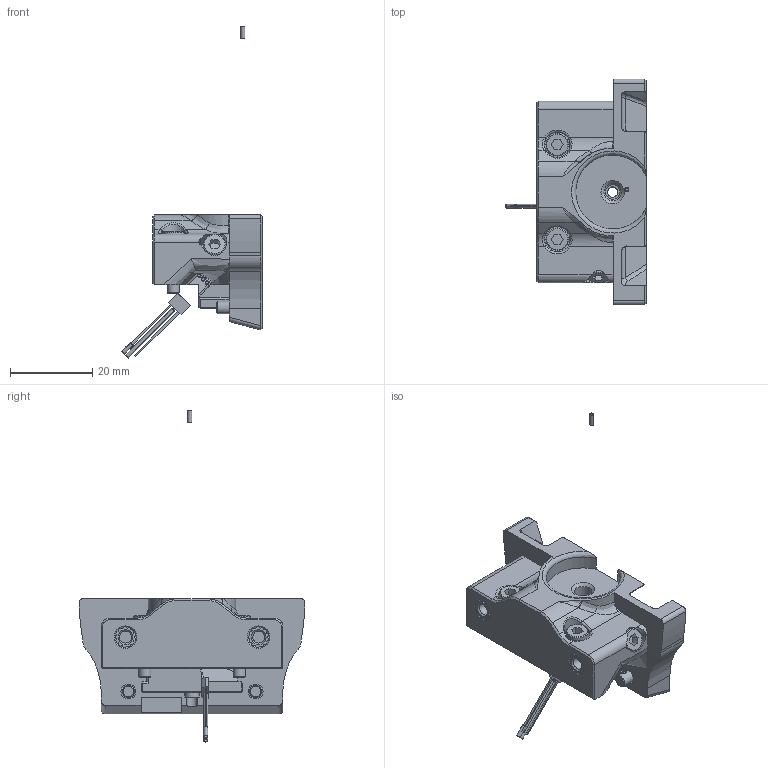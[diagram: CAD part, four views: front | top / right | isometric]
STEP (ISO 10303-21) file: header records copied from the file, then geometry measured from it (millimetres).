
FILE_DESCRIPTION(/* description */ (''),/* implementation_level */ '2;1');
FILE_NAME(/* name */ 'LGX_on_AfterBurner_ERCF_Sensor v1.step',/* time_stamp */ '2022-07-25T09:42:37-07:00',/* author */ (''),/* organization */ (''),/* preprocessor_version */ 'ST-DEVELOPER v19',/* originating_system */ 'Autodesk Translation Framework v11.7.0.108',/* authorisation */ '');
FILE_SCHEMA (('AUTOMOTIVE_DESIGN { 1 0 10303 214 3 1 1 }'));
Length unit declared in the file: millimetre
Products named in the file (12): LGX_on_AfterBurner_ERCF_Sensor; M3X8 SHCS v2; M3X8 SHCS v2 (1); Magnet6x3 v1; M3X12 SHCS v2; M3Washer v1; M3 Washer; AH3364Q-P-B v4; M3 Threaded Insert v5; AH3364Q-P-B v5; Component16; Component17
Assembly tree (17 placements, depth 3):
  LGX_on_AfterBurner_ERCF_Sensor
    M3X8 SHCS v2  x2
    M3X8 SHCS v2 (1)
    Magnet6x3 v1
    M3X12 SHCS v2  x2
    M3Washer v1
      M3 Washer
    AH3364Q-P-B v4
    M3 Threaded Insert v5  x4
    AH3364Q-P-B v5
      Component17  x2
      Component16
Bounding box: 34.27 x 55.02 x 80.84 mm (x, y, z)
Volume: 20575.8 mm3; surface area: 10446.1 mm2
Topology: 19 solids, 19 shells, 908 faces, 2348 edges, 1519 vertices
Faces by surface type: bspline 366, plane 266, cylinder 206, cone 65, torus 5
Full cylindrical faces by diameter (mm): 0.75 x3, 0.791 x3, 0.9 x3, 1.017 x3, 2.5 x1, 2.7 x1, 2.9 x4, 3 x5, 3.4 x3, 3.6 x4, 4.2 x4, 4.25 x4, 4.3 x1, 4.6 x4, 4.7 x4, 5.5 x5, 5.8 x2, 6 x1, 6.2 x2
Entity records: 19612 total; most frequent: CARTESIAN_POINT 7331, ORIENTED_EDGE 2574, DIRECTION 2263, EDGE_CURVE 1287, VERTEX_POINT 817, AXIS2_PLACEMENT_3D 816, LINE 631, VECTOR 631
